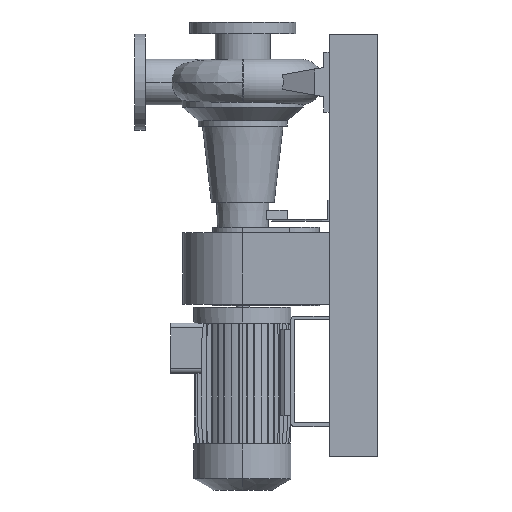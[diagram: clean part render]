
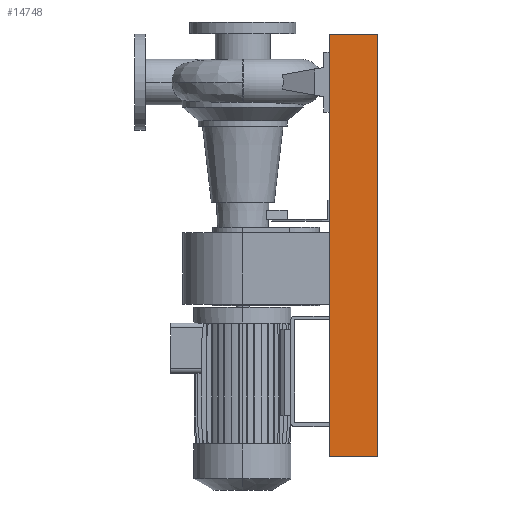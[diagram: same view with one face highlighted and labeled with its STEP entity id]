
A CAD part, left-side view. The second image highlights one B-rep face of the part: STEP entity #14748.
In plain terms, the highlighted planar face has unit normal (-1, 0, 0).
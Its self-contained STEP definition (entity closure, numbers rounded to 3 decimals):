
#335 = CARTESIAN_POINT ( 'NONE',  ( -175., -50., 440. ) ) ;
#520 = DIRECTION ( 'NONE',  ( 0., 0., 1. ) ) ;
#557 = LINE ( 'NONE', #16610, #1470 ) ;
#566 = EDGE_CURVE ( 'NONE', #14133, #6088, #557, .T. ) ;
#569 = ORIENTED_EDGE ( 'NONE', *, *, #10463, .T. ) ;
#585 = CARTESIAN_POINT ( 'NONE',  ( -175., 50., 440. ) ) ;
#1460 = ORIENTED_EDGE ( 'NONE', *, *, #566, .F. ) ;
#1470 = VECTOR ( 'NONE', #16403, 1000. ) ;
#2400 = EDGE_LOOP ( 'NONE', ( #1460, #17139, #569, #3110 ) ) ;
#3110 = ORIENTED_EDGE ( 'NONE', *, *, #6382, .T. ) ;
#3258 = DIRECTION ( 'NONE',  ( 0., -1., 0. ) ) ;
#4319 = CARTESIAN_POINT ( 'NONE',  ( -175., -50., -440. ) ) ;
#6088 = VERTEX_POINT ( 'NONE', #335 ) ;
#6382 = EDGE_CURVE ( 'NONE', #8619, #6088, #12337, .T. ) ;
#8105 = VECTOR ( 'NONE', #3258, 1000. ) ;
#8533 = FACE_OUTER_BOUND ( 'NONE', #2400, .T. ) ;
#8619 = VERTEX_POINT ( 'NONE', #10448 ) ;
#9122 = CARTESIAN_POINT ( 'NONE',  ( -175., 50., -440. ) ) ;
#10448 = CARTESIAN_POINT ( 'NONE',  ( -175., -50., -440. ) ) ;
#10463 = EDGE_CURVE ( 'NONE', #19346, #8619, #21009, .T. ) ;
#10960 = CARTESIAN_POINT ( 'NONE',  ( -175., -50., -440. ) ) ;
#12054 = DIRECTION ( 'NONE',  ( 0., 0., 1. ) ) ;
#12337 = LINE ( 'NONE', #4319, #16552 ) ;
#13267 = EDGE_CURVE ( 'NONE', #19346, #14133, #19889, .T. ) ;
#13479 = AXIS2_PLACEMENT_3D ( 'NONE', #13555, #18254, #12054 ) ;
#13555 = CARTESIAN_POINT ( 'NONE',  ( -175., -50., -440. ) ) ;
#14133 = VERTEX_POINT ( 'NONE', #585 ) ;
#14748 = ADVANCED_FACE ( 'NONE', ( #8533 ), #14937, .T. ) ;
#14937 = PLANE ( 'NONE',  #13479 ) ;
#15425 = DIRECTION ( 'NONE',  ( 0., 0., 1. ) ) ;
#16403 = DIRECTION ( 'NONE',  ( 0., -1., 0. ) ) ;
#16552 = VECTOR ( 'NONE', #15425, 1000. ) ;
#16610 = CARTESIAN_POINT ( 'NONE',  ( -175., -50., 440. ) ) ;
#17139 = ORIENTED_EDGE ( 'NONE', *, *, #13267, .F. ) ;
#18078 = VECTOR ( 'NONE', #520, 1000. ) ;
#18254 = DIRECTION ( 'NONE',  ( -1., 0., 0. ) ) ;
#19346 = VERTEX_POINT ( 'NONE', #9122 ) ;
#19889 = LINE ( 'NONE', #20201, #18078 ) ;
#20201 = CARTESIAN_POINT ( 'NONE',  ( -175., 50., -440. ) ) ;
#21009 = LINE ( 'NONE', #10960, #8105 ) ;
